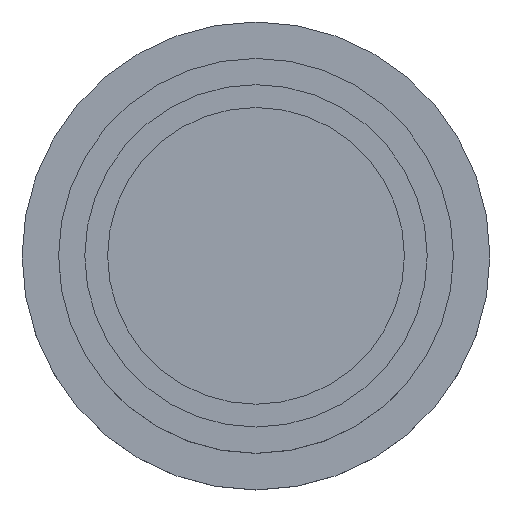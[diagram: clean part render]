
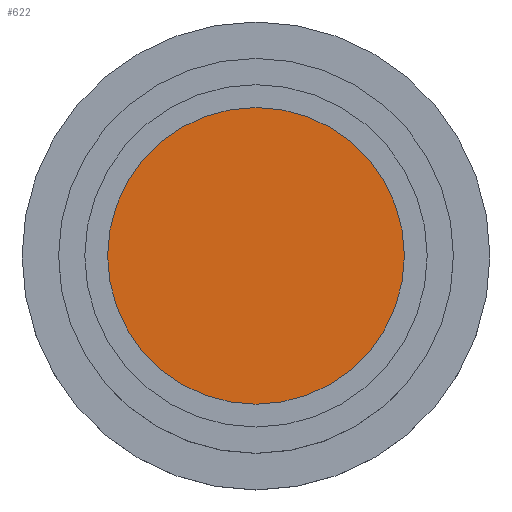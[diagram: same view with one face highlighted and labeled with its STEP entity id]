
A CAD part, top view. The second image highlights one B-rep face of the part: STEP entity #622.
In plain terms, the highlighted planar face has unit normal (0, 0, 1).
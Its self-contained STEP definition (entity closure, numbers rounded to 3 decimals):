
#167=CARTESIAN_POINT('',(0.,0.,5.925));
#168=DIRECTION('',(0.,0.,1.));
#169=DIRECTION('',(1.,0.,0.));
#170=AXIS2_PLACEMENT_3D('',#167,#168,#169);
#172=CARTESIAN_POINT('',(0.,0.,5.925));
#173=DIRECTION('',(0.,0.,1.));
#174=DIRECTION('',(-1.,0.,0.));
#175=AXIS2_PLACEMENT_3D('',#172,#173,#174);
#177=CARTESIAN_POINT('',(6.5,0.,5.925));
#179=VERTEX_POINT('',#177);
#181=CARTESIAN_POINT('',(-6.5,0.,5.925));
#182=VERTEX_POINT('',#181);
#613=CARTESIAN_POINT('',(0.,0.,5.925));
#614=DIRECTION('',(0.,0.,1.));
#615=DIRECTION('',(1.,0.,0.));
#616=AXIS2_PLACEMENT_3D('',#613,#614,#615);
#617=PLANE('',#616);
#618=ORIENTED_EDGE('',*,*,#253,.F.);
#619=ORIENTED_EDGE('',*,*,#228,.F.);
#620=EDGE_LOOP('',(#618,#619));
#621=FACE_OUTER_BOUND('',#620,.F.);
#622=ADVANCED_FACE('',(#621),#617,.T.);
#171=CIRCLE('',#170,6.5);
#176=CIRCLE('',#175,6.5);
#228=EDGE_CURVE('',#182,#179,#176,.T.);
#253=EDGE_CURVE('',#179,#182,#171,.T.);
